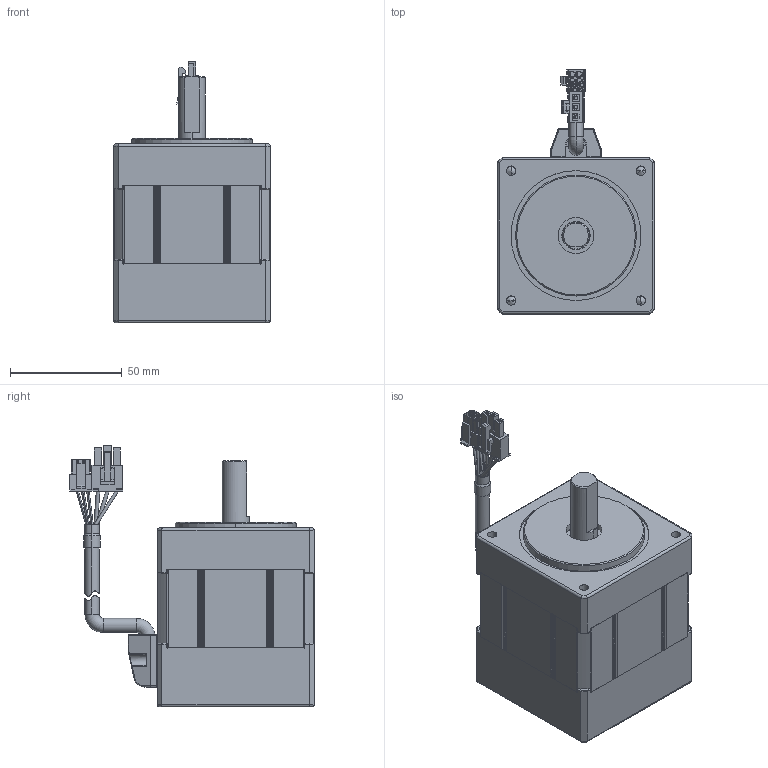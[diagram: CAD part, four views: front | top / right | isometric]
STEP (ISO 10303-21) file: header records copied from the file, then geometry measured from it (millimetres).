
FILE_DESCRIPTION (( 'STEP AP203' ), '1' );
FILE_NAME ('70BLB200H2(-A).STEP', '2018-05-31T08:15:38', ( 'User' ), ( 'China' ), 'SwSTEP 2.0', 'SolidWorks 2012', '' );
FILE_SCHEMA (( 'CONFIG_CONTROL_DESIGN' ));
Length unit declared in the file: millimetre
Products named in the file (1): 70BLB200H2(-A)
Bounding box: 70 x 109.04 x 117.01 mm (x, y, z)
Surface area: 52162.8 mm2 (no closed solid volume)
Topology: 0 solids, 25 shells, 637 faces, 2237 edges, 1574 vertices
Faces by surface type: plane 362, cylinder 206, bspline 33, torus 19, cone 15, sphere 2
Entity records: 25441 total; most frequent: CARTESIAN_POINT 6500, DIRECTION 3904, ORIENTED_EDGE 3630, EDGE_CURVE 2225, VERTEX_POINT 1574, VECTOR 1444, LINE 1444, AXIS2_PLACEMENT_3D 1230
